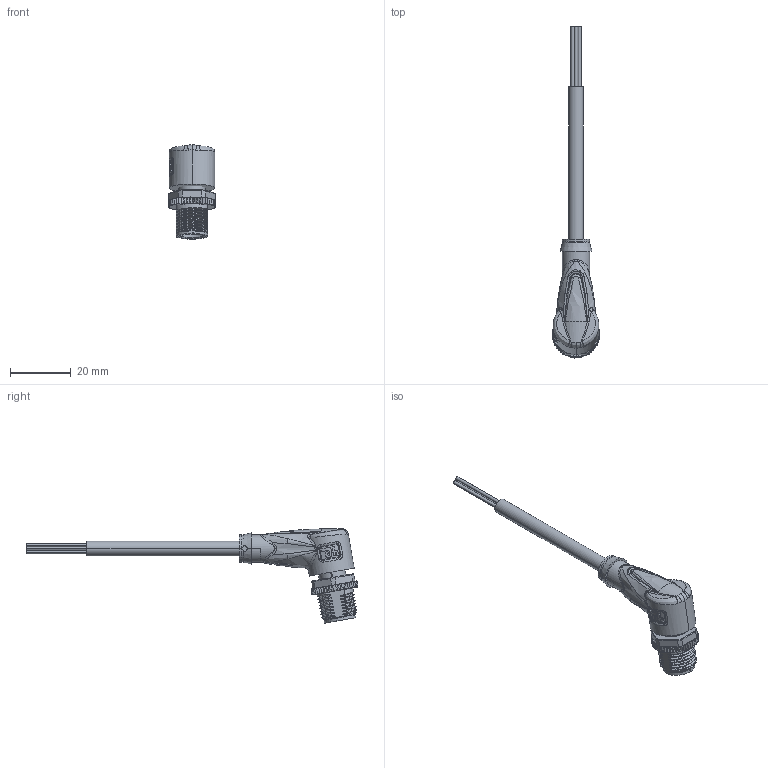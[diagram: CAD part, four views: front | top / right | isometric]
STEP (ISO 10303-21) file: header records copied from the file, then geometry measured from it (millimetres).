
FILE_DESCRIPTION(('STEP AP214'),'1');
FILE_NAME('cctmp_A59ABB53-15B9-43A7-816C-3637C6CEDA4C_2022_04_27_10_54_56_0290..stp','2022-04-27T08:55:02',('KiM GmbH'),('CADClick - www.CADClick.com'),'Spatial InterOp 3D postprocessed',' ','unknown authorization');
FILE_SCHEMA(('AUTOMOTIVE_DESIGN'));
Length unit declared in the file: millimetre
Products named in the file (7): T193903_1; Connection2; Cable; Connection1; Connection1_2; Connection1_1; T193903
Assembly tree (6 placements, depth 4):
  T193903
    T193903_1
      Connection2
      Cable
      Connection1
        Connection1_2
        Connection1_1
Bounding box: 15.4 x 108.98 x 30.94 mm (x, y, z)
Volume: 6827.3 mm3; surface area: 5590.9 mm2
Topology: 9 solids, 11 shells, 1188 faces, 3100 edges, 1962 vertices
Faces by surface type: plane 496, cylinder 292, bspline 177, torus 142, cone 67, sphere 10, extrusion 4
Entity records: 54925 total; most frequent: CARTESIAN_POINT 23491, ORIENTED_EDGE 6174, DIRECTION 5230, EDGE_CURVE 3087, VERTEX_POINT 1962, AXIS2_PLACEMENT_3D 1859, VECTOR 1512, LINE 1508
